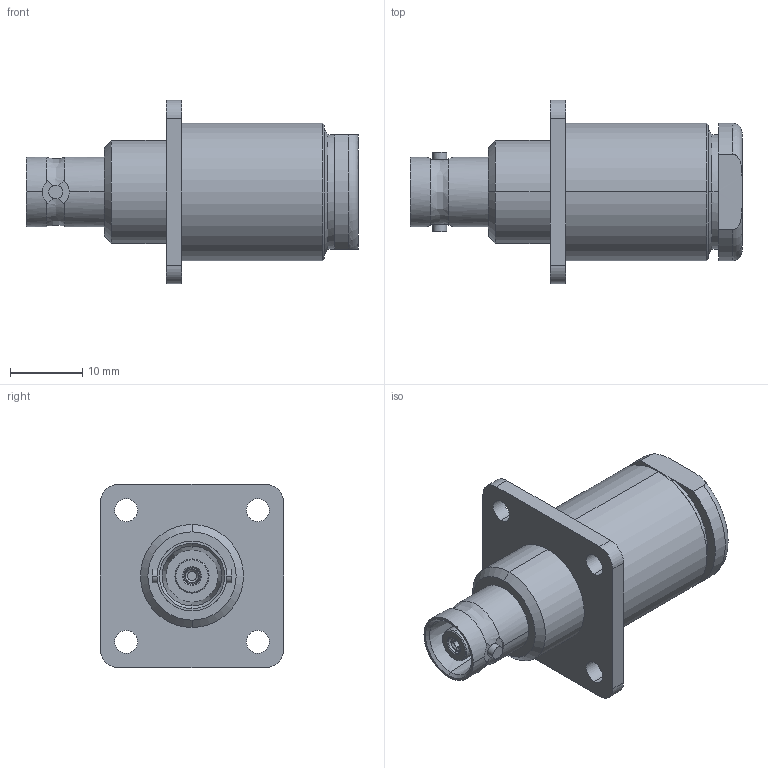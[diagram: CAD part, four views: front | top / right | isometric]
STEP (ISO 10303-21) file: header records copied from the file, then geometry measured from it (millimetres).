
FILE_DESCRIPTION (( 'STEP AP214' ), '1' );
FILE_NAME ('FMCN45904_3D.step', '2023-05-10T17:45:27', ( '' ), ( '' ), 'SwSTEP 2.0', 'SolidWorks 2022', '' );
FILE_SCHEMA (( 'AUTOMOTIVE_DESIGN' ));
Length unit declared in the file: inch
Products named in the file (1): FMCN45904_3D
Bounding box: 45.97 x 25.4 x 25.4 mm (x, y, z)
Volume: 8908.5 mm3; surface area: 4586.1 mm2
Topology: 1 solids, 1 shells, 112 faces, 282 edges, 182 vertices
Faces by surface type: cylinder 46, plane 38, cone 24, torus 2, bspline 2
Entity records: 3860 total; most frequent: CARTESIAN_POINT 1103, DIRECTION 580, ORIENTED_EDGE 564, EDGE_CURVE 282, AXIS2_PLACEMENT_3D 239, VERTEX_POINT 182, EDGE_LOOP 130, CIRCLE 128
